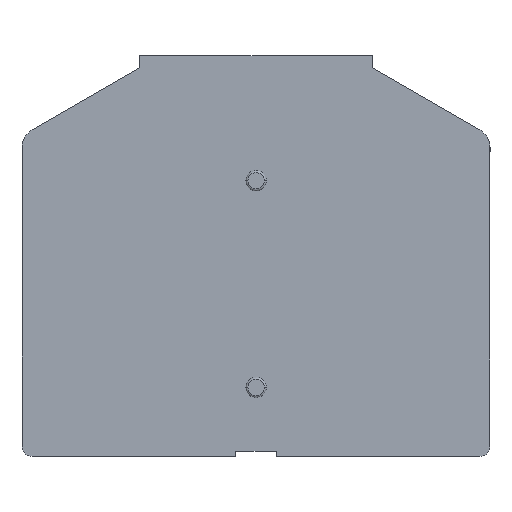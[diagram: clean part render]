
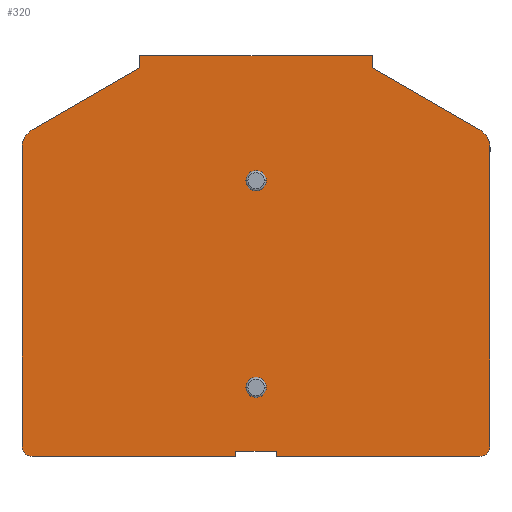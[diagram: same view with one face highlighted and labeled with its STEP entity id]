
A CAD part, left-side view. The second image highlights one B-rep face of the part: STEP entity #320.
In plain terms, the highlighted planar face has unit normal (-1, 0, 0).
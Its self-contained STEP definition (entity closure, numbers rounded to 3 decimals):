
#134=AXIS2_PLACEMENT_3D('Circle Axis2P3D',#132,#133,$) ;
#152=AXIS2_PLACEMENT_3D('Circle Axis2P3D',#150,#151,$) ;
#166=AXIS2_PLACEMENT_3D('Plane Axis2P3D',#163,#164,#165) ;
#207=AXIS2_PLACEMENT_3D('Circle Axis2P3D',#205,#206,$) ;
#221=AXIS2_PLACEMENT_3D('Circle Axis2P3D',#219,#220,$) ;
#263=AXIS2_PLACEMENT_3D('Circle Axis2P3D',#261,#262,$) ;
#277=AXIS2_PLACEMENT_3D('Circle Axis2P3D',#275,#276,$) ;
#304=AXIS2_PLACEMENT_3D('Circle Axis2P3D',#302,#303,$) ;
#313=AXIS2_PLACEMENT_3D('Circle Axis2P3D',#311,#312,$) ;
#122=CARTESIAN_POINT('Vertex',(3.,21.999,27.1)) ;
#129=CARTESIAN_POINT('Vertex',(3.,23.999,27.1)) ;
#132=CARTESIAN_POINT('Axis2P3D Location',(3.,22.999,27.1)) ;
#150=CARTESIAN_POINT('Axis2P3D Location',(3.,22.999,27.1)) ;
#163=CARTESIAN_POINT('Axis2P3D Location',(3.,2.,30.376)) ;
#168=CARTESIAN_POINT('Line Origine',(3.,6.274,35.153)) ;
#172=CARTESIAN_POINT('Vertex',(3.,11.548,38.199)) ;
#174=CARTESIAN_POINT('Vertex',(3.,1.,32.108)) ;
#177=CARTESIAN_POINT('Line Origine',(3.,11.548,38.8)) ;
#181=CARTESIAN_POINT('Vertex',(3.,11.548,39.401)) ;
#184=CARTESIAN_POINT('Line Origine',(3.,22.999,39.401)) ;
#188=CARTESIAN_POINT('Vertex',(3.,34.449,39.401)) ;
#191=CARTESIAN_POINT('Line Origine',(3.,34.449,38.8)) ;
#195=CARTESIAN_POINT('Vertex',(3.,34.449,38.199)) ;
#198=CARTESIAN_POINT('Line Origine',(3.,39.725,35.152)) ;
#202=CARTESIAN_POINT('Vertex',(3.,45.002,32.106)) ;
#205=CARTESIAN_POINT('Axis2P3D Location',(3.,44.002,30.374)) ;
#209=CARTESIAN_POINT('Vertex',(3.,46.002,30.374)) ;
#212=CARTESIAN_POINT('Line Origine',(3.,46.002,15.687)) ;
#216=CARTESIAN_POINT('Vertex',(3.,46.002,1.)) ;
#219=CARTESIAN_POINT('Axis2P3D Location',(3.,45.002,1.)) ;
#223=CARTESIAN_POINT('Vertex',(3.,45.002,0.)) ;
#226=CARTESIAN_POINT('Line Origine',(3.,35.,0.)) ;
#230=CARTESIAN_POINT('Vertex',(3.,24.999,0.)) ;
#233=CARTESIAN_POINT('Line Origine',(3.,24.999,0.25)) ;
#237=CARTESIAN_POINT('Vertex',(3.,24.999,0.5)) ;
#240=CARTESIAN_POINT('Line Origine',(3.,22.999,0.5)) ;
#244=CARTESIAN_POINT('Vertex',(3.,20.999,0.5)) ;
#247=CARTESIAN_POINT('Line Origine',(3.,20.999,0.25)) ;
#251=CARTESIAN_POINT('Vertex',(3.,20.999,0.)) ;
#254=CARTESIAN_POINT('Line Origine',(3.,10.999,0.)) ;
#258=CARTESIAN_POINT('Vertex',(3.,1.,0.)) ;
#261=CARTESIAN_POINT('Axis2P3D Location',(3.,1.,1.)) ;
#265=CARTESIAN_POINT('Vertex',(3.,0.,1.)) ;
#268=CARTESIAN_POINT('Line Origine',(3.,0.,15.688)) ;
#272=CARTESIAN_POINT('Vertex',(3.,0.,30.376)) ;
#275=CARTESIAN_POINT('Axis2P3D Location',(3.,2.,30.376)) ;
#302=CARTESIAN_POINT('Axis2P3D Location',(3.,22.999,6.786)) ;
#306=CARTESIAN_POINT('Vertex',(3.,21.999,6.786)) ;
#308=CARTESIAN_POINT('Vertex',(3.,23.999,6.786)) ;
#311=CARTESIAN_POINT('Axis2P3D Location',(3.,22.999,6.786)) ;
#133=DIRECTION('Axis2P3D Direction',(1.,0.,0.)) ;
#151=DIRECTION('Axis2P3D Direction',(1.,0.,0.)) ;
#164=DIRECTION('Axis2P3D Direction',(1.,0.,0.)) ;
#165=DIRECTION('Axis2P3D XDirection',(0.,1.,0.)) ;
#169=DIRECTION('Vector Direction',(0.,-0.866,-0.5)) ;
#178=DIRECTION('Vector Direction',(0.,0.,-1.)) ;
#185=DIRECTION('Vector Direction',(0.,-1.,0.)) ;
#192=DIRECTION('Vector Direction',(0.,0.,1.)) ;
#199=DIRECTION('Vector Direction',(0.,-0.866,0.5)) ;
#206=DIRECTION('Axis2P3D Direction',(1.,0.,0.)) ;
#213=DIRECTION('Vector Direction',(0.,0.,1.)) ;
#220=DIRECTION('Axis2P3D Direction',(1.,0.,0.)) ;
#227=DIRECTION('Vector Direction',(0.,1.,0.)) ;
#234=DIRECTION('Vector Direction',(0.,0.,-1.)) ;
#241=DIRECTION('Vector Direction',(0.,1.,0.)) ;
#248=DIRECTION('Vector Direction',(0.,0.,1.)) ;
#255=DIRECTION('Vector Direction',(0.,1.,0.)) ;
#262=DIRECTION('Axis2P3D Direction',(1.,0.,0.)) ;
#269=DIRECTION('Vector Direction',(0.,0.,-1.)) ;
#276=DIRECTION('Axis2P3D Direction',(1.,0.,0.)) ;
#303=DIRECTION('Axis2P3D Direction',(1.,0.,0.)) ;
#312=DIRECTION('Axis2P3D Direction',(1.,0.,0.)) ;
#170=VECTOR('Line Direction',#169,1.) ;
#179=VECTOR('Line Direction',#178,1.) ;
#186=VECTOR('Line Direction',#185,1.) ;
#193=VECTOR('Line Direction',#192,1.) ;
#200=VECTOR('Line Direction',#199,1.) ;
#214=VECTOR('Line Direction',#213,1.) ;
#228=VECTOR('Line Direction',#227,1.) ;
#235=VECTOR('Line Direction',#234,1.) ;
#242=VECTOR('Line Direction',#241,1.) ;
#249=VECTOR('Line Direction',#248,1.) ;
#256=VECTOR('Line Direction',#255,1.) ;
#270=VECTOR('Line Direction',#269,1.) ;
#281=ORIENTED_EDGE('',*,*,#176,.F.) ;
#282=ORIENTED_EDGE('',*,*,#183,.F.) ;
#283=ORIENTED_EDGE('',*,*,#190,.F.) ;
#284=ORIENTED_EDGE('',*,*,#197,.F.) ;
#285=ORIENTED_EDGE('',*,*,#204,.F.) ;
#286=ORIENTED_EDGE('',*,*,#211,.F.) ;
#287=ORIENTED_EDGE('',*,*,#218,.F.) ;
#288=ORIENTED_EDGE('',*,*,#225,.F.) ;
#289=ORIENTED_EDGE('',*,*,#232,.F.) ;
#290=ORIENTED_EDGE('',*,*,#239,.F.) ;
#291=ORIENTED_EDGE('',*,*,#246,.F.) ;
#292=ORIENTED_EDGE('',*,*,#253,.F.) ;
#293=ORIENTED_EDGE('',*,*,#260,.F.) ;
#294=ORIENTED_EDGE('',*,*,#267,.F.) ;
#295=ORIENTED_EDGE('',*,*,#274,.F.) ;
#296=ORIENTED_EDGE('',*,*,#279,.F.) ;
#299=ORIENTED_EDGE('',*,*,#154,.F.) ;
#300=ORIENTED_EDGE('',*,*,#136,.F.) ;
#317=ORIENTED_EDGE('',*,*,#310,.F.) ;
#318=ORIENTED_EDGE('',*,*,#315,.F.) ;
#301=FACE_BOUND('',#298,.T.) ;
#319=FACE_BOUND('',#316,.T.) ;
#320=ADVANCED_FACE('MANIFOLD_SOLID_BREP #6238',(#297,#301,#319),#167,.F.) ;
#135=CIRCLE('generated circle',#134,1.) ;
#153=CIRCLE('generated circle',#152,1.) ;
#208=CIRCLE('generated circle',#207,2.) ;
#222=CIRCLE('generated circle',#221,1.) ;
#264=CIRCLE('generated circle',#263,1.) ;
#278=CIRCLE('generated circle',#277,2.) ;
#305=CIRCLE('generated circle',#304,1.) ;
#314=CIRCLE('generated circle',#313,1.) ;
#136=EDGE_CURVE('',#130,#123,#135,.F.) ;
#154=EDGE_CURVE('',#123,#130,#153,.F.) ;
#176=EDGE_CURVE('',#173,#175,#171,.T.) ;
#183=EDGE_CURVE('',#182,#173,#180,.T.) ;
#190=EDGE_CURVE('',#189,#182,#187,.T.) ;
#197=EDGE_CURVE('',#196,#189,#194,.T.) ;
#204=EDGE_CURVE('',#203,#196,#201,.T.) ;
#211=EDGE_CURVE('',#210,#203,#208,.T.) ;
#218=EDGE_CURVE('',#217,#210,#215,.T.) ;
#225=EDGE_CURVE('',#224,#217,#222,.T.) ;
#232=EDGE_CURVE('',#231,#224,#229,.T.) ;
#239=EDGE_CURVE('',#238,#231,#236,.T.) ;
#246=EDGE_CURVE('',#245,#238,#243,.T.) ;
#253=EDGE_CURVE('',#252,#245,#250,.T.) ;
#260=EDGE_CURVE('',#259,#252,#257,.T.) ;
#267=EDGE_CURVE('',#266,#259,#264,.T.) ;
#274=EDGE_CURVE('',#273,#266,#271,.T.) ;
#279=EDGE_CURVE('',#175,#273,#278,.T.) ;
#310=EDGE_CURVE('',#307,#309,#305,.F.) ;
#315=EDGE_CURVE('',#309,#307,#314,.F.) ;
#280=EDGE_LOOP('',(#281,#282,#283,#284,#285,#286,#287,#288,#289,#290,#291,#292,#293,#294,#295,#296)) ;
#298=EDGE_LOOP('',(#299,#300)) ;
#316=EDGE_LOOP('',(#317,#318)) ;
#297=FACE_OUTER_BOUND('',#280,.T.) ;
#171=LINE('Line',#168,#170) ;
#180=LINE('Line',#177,#179) ;
#187=LINE('Line',#184,#186) ;
#194=LINE('Line',#191,#193) ;
#201=LINE('Line',#198,#200) ;
#215=LINE('Line',#212,#214) ;
#229=LINE('Line',#226,#228) ;
#236=LINE('Line',#233,#235) ;
#243=LINE('Line',#240,#242) ;
#250=LINE('Line',#247,#249) ;
#257=LINE('Line',#254,#256) ;
#271=LINE('Line',#268,#270) ;
#167=PLANE('',#166) ;
#123=VERTEX_POINT('',#122) ;
#130=VERTEX_POINT('',#129) ;
#173=VERTEX_POINT('',#172) ;
#175=VERTEX_POINT('',#174) ;
#182=VERTEX_POINT('',#181) ;
#189=VERTEX_POINT('',#188) ;
#196=VERTEX_POINT('',#195) ;
#203=VERTEX_POINT('',#202) ;
#210=VERTEX_POINT('',#209) ;
#217=VERTEX_POINT('',#216) ;
#224=VERTEX_POINT('',#223) ;
#231=VERTEX_POINT('',#230) ;
#238=VERTEX_POINT('',#237) ;
#245=VERTEX_POINT('',#244) ;
#252=VERTEX_POINT('',#251) ;
#259=VERTEX_POINT('',#258) ;
#266=VERTEX_POINT('',#265) ;
#273=VERTEX_POINT('',#272) ;
#307=VERTEX_POINT('',#306) ;
#309=VERTEX_POINT('',#308) ;
